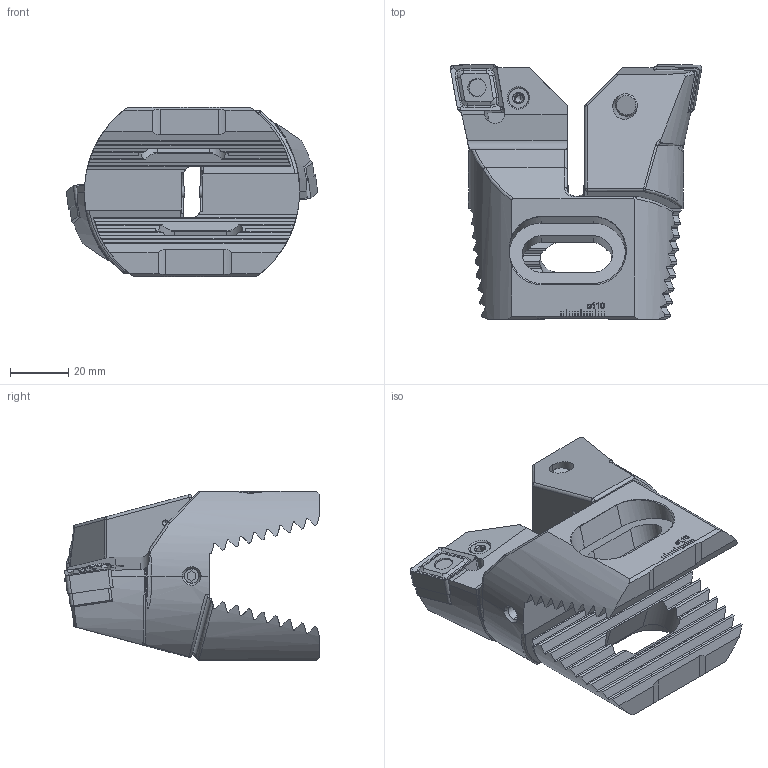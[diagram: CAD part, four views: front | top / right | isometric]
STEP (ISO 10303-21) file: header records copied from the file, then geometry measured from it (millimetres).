
FILE_DESCRIPTION (( 'STEP AP214' ), '1' );
FILE_NAME ('162.720.016C.STEP', '2024-06-19T08:53:34', ( '' ), ( '' ), 'SwSTEP 2.0', 'SolidWorks 2022', '' );
FILE_SCHEMA (( 'AUTOMOTIVE_DESIGN' ));
Length unit declared in the file: millimetre
Products named in the file (9): WCE; CNMG160612; WCE-ER1.101.000; WCE-ER4.101.020_A; Z72-xxx.001.050_C_CN 16 2 Pt.; Z72-ER3.001.030; WCE-ER2.101.004_A; WCE-ER3.101.000_A; 162.720.016C
Assembly tree (14 placements, depth 3):
  162.720.016C
    Z72-xxx.001.050_C_CN 16 2 Pt.  x2
    WCE  x2
      WCE-ER4.101.020_A
      WCE-ER3.101.000_A
    WCE-ER1.101.000  x2
    WCE-ER2.101.004_A  x2
    CNMG160612  x2
    Z72-ER3.001.030  x2
Bounding box: 86.5 x 87.72 x 58.2 mm (x, y, z)
Volume: 148089 mm3; surface area: 43958.4 mm2
Topology: 14 solids, 14 shells, 920 faces, 2380 edges, 1480 vertices
Faces by surface type: plane 486, cylinder 182, cone 112, bspline 100, torus 26, sphere 14
Entity records: 17889 total; most frequent: CARTESIAN_POINT 5579, ORIENTED_EDGE 2352, DIRECTION 1947, EDGE_CURVE 1176, VERTEX_POINT 739, VECTOR 673, LINE 673, AXIS2_PLACEMENT_3D 637
